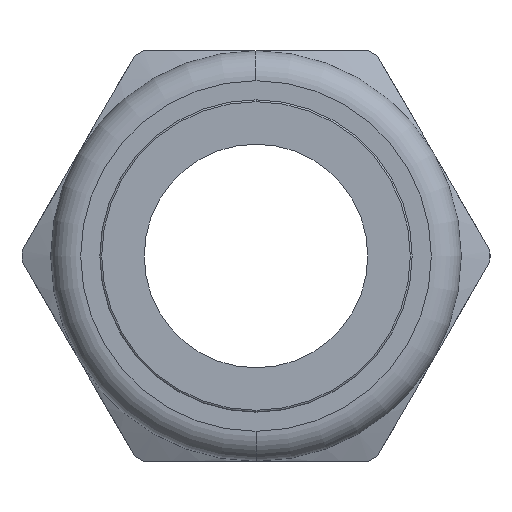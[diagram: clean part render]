
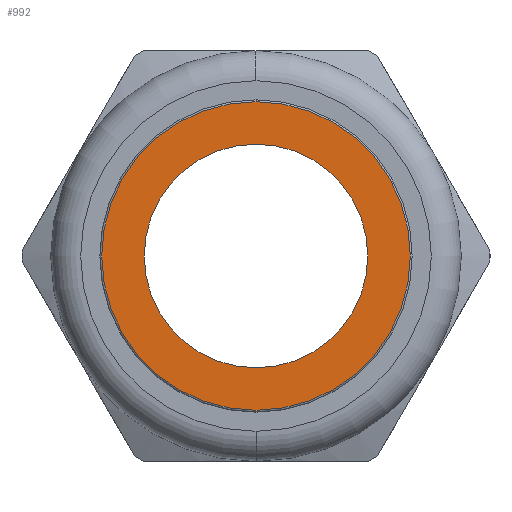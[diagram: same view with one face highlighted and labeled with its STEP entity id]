
A CAD part, left-side view. The second image highlights one B-rep face of the part: STEP entity #992.
In plain terms, the highlighted planar face has unit normal (-1, 0, 0).
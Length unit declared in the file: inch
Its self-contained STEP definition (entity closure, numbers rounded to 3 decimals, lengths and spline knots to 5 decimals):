
#884 = VERTEX_POINT ( 'NONE', #4940 ) ;
#890 = EDGE_CURVE ( 'NONE', #891, #1037, #4932, .T. ) ;
#891 = VERTEX_POINT ( 'NONE', #4923 ) ;
#900 = EDGE_CURVE ( 'NONE', #884, #901, #4969, .T. ) ;
#901 = VERTEX_POINT ( 'NONE', #4964 ) ;
#921 = EDGE_LOOP ( 'NONE', ( #1004, #959 ) ) ;
#959 = ORIENTED_EDGE ( 'NONE', *, *, #991, .T. ) ;
#991 = EDGE_CURVE ( 'NONE', #1037, #891, #5115, .T. ) ;
#992 = ADVANCED_FACE ( 'NONE', ( #5172, #5171 ), #5170, .F. ) ;
#993 = EDGE_LOOP ( 'NONE', ( #994, #1005 ) ) ;
#994 = ORIENTED_EDGE ( 'NONE', *, *, #995, .F. ) ;
#995 = EDGE_CURVE ( 'NONE', #901, #884, #5164, .T. ) ;
#1004 = ORIENTED_EDGE ( 'NONE', *, *, #890, .T. ) ;
#1005 = ORIENTED_EDGE ( 'NONE', *, *, #900, .F. ) ;
#1037 = VERTEX_POINT ( 'NONE', #5224 ) ;
#4923 = CARTESIAN_POINT ( 'NONE',  ( -0.995, 0., 0.842 ) ) ;
#4924 = DIRECTION ( 'NONE',  ( 0., 0., 1. ) ) ;
#4925 = DIRECTION ( 'NONE',  ( -1., 0., 0. ) ) ;
#4926 = CARTESIAN_POINT ( 'NONE',  ( -0.995, 0., 0. ) ) ;
#4927 = AXIS2_PLACEMENT_3D ( 'NONE', #4926, #4925, #4924 ) ;
#4932 = CIRCLE ( 'NONE', #4927, 0.842 ) ;
#4940 = CARTESIAN_POINT ( 'NONE',  ( -0.995, 0., -0.61 ) ) ;
#4964 = CARTESIAN_POINT ( 'NONE',  ( -0.995, 0., 0.61 ) ) ;
#4965 = DIRECTION ( 'NONE',  ( 0., 0., 1. ) ) ;
#4966 = DIRECTION ( 'NONE',  ( -1., 0., 0. ) ) ;
#4967 = CARTESIAN_POINT ( 'NONE',  ( -0.995, 0., 0. ) ) ;
#4968 = AXIS2_PLACEMENT_3D ( 'NONE', #4967, #4966, #4965 ) ;
#4969 = CIRCLE ( 'NONE', #4968, 0.61 ) ;
#5113 = CARTESIAN_POINT ( 'NONE',  ( -0.995, 0., 0. ) ) ;
#5114 = AXIS2_PLACEMENT_3D ( 'NONE', #5113, #5174, #5173 ) ;
#5115 = CIRCLE ( 'NONE', #5114, 0.842 ) ;
#5161 = DIRECTION ( 'NONE',  ( 0., 0., 1. ) ) ;
#5162 = DIRECTION ( 'NONE',  ( -1., 0., 0. ) ) ;
#5163 = AXIS2_PLACEMENT_3D ( 'NONE', #5168, #5162, #5161 ) ;
#5164 = CIRCLE ( 'NONE', #5163, 0.61 ) ;
#5165 = DIRECTION ( 'NONE',  ( 0., 0., -1. ) ) ;
#5166 = DIRECTION ( 'NONE',  ( 1., 0., 0. ) ) ;
#5167 = AXIS2_PLACEMENT_3D ( 'NONE', #5169, #5166, #5165 ) ;
#5168 = CARTESIAN_POINT ( 'NONE',  ( -0.995, 0., 0. ) ) ;
#5169 = CARTESIAN_POINT ( 'NONE',  ( -0.995, 0.842, 0. ) ) ;
#5170 = PLANE ( 'NONE',  #5167 ) ;
#5171 = FACE_OUTER_BOUND ( 'NONE', #921, .T. ) ;
#5172 = FACE_BOUND ( 'NONE', #993, .T. ) ;
#5173 = DIRECTION ( 'NONE',  ( 0., 0., 1. ) ) ;
#5174 = DIRECTION ( 'NONE',  ( -1., 0., 0. ) ) ;
#5224 = CARTESIAN_POINT ( 'NONE',  ( -0.995, 0., -0.842 ) ) ;
